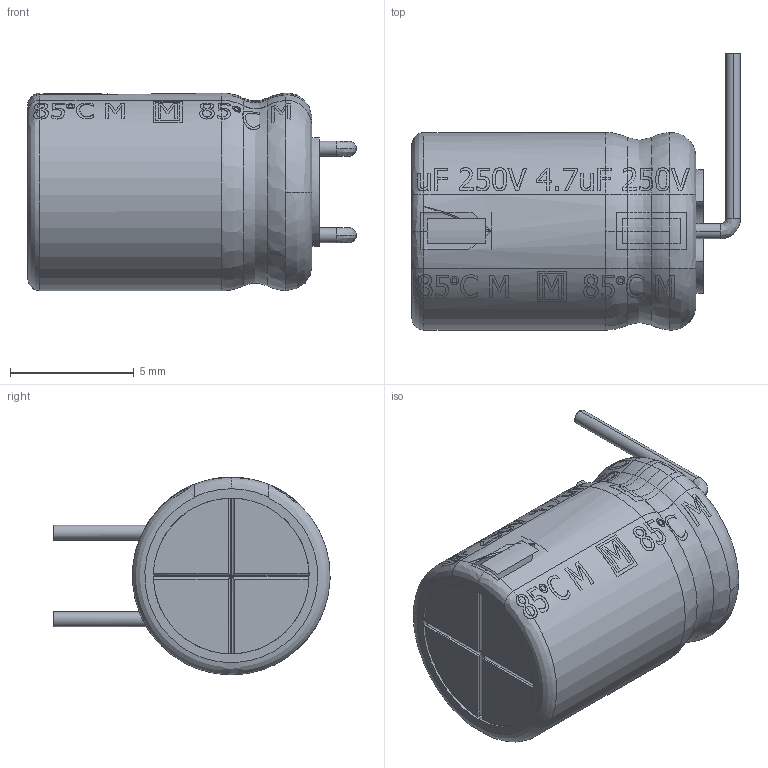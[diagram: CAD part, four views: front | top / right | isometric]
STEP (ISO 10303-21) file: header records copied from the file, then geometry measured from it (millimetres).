
FILE_DESCRIPTION (( 'STEP AP214' ), '1' );
FILE_NAME ('User Library-Panasonic ECA-2EM4R7B.STEP', '2020-10-07T16:58:23', ( '' ), ( '' ), 'SwSTEP 2.0', 'SolidWorks 2020', '' );
FILE_SCHEMA (( 'AUTOMOTIVE_DESIGN' ));
Length unit declared in the file: millimetre
Products named in the file (1): User Library-Panasonic ECA-2EM4R7B
Bounding box: 13.3 x 11.17 x 8 mm (x, y, z)
Surface area: 416.1 mm2 (no closed solid volume)
Topology: 0 solids, 12 shells, 550 faces, 1392 edges, 840 vertices
Faces by surface type: plane 231, bspline 222, cylinder 68, torus 27, cone 2
Entity records: 26808 total; most frequent: CARTESIAN_POINT 10500, ORIENTED_EDGE 2654, EDGE_CURVE 1392, DIRECTION 1084, B_SPLINE_CURVE_WITH_KNOTS 1077, VERTEX_POINT 840, EDGE_LOOP 581, UNCERTAINTY_MEASURE_WITH_UNIT 552
